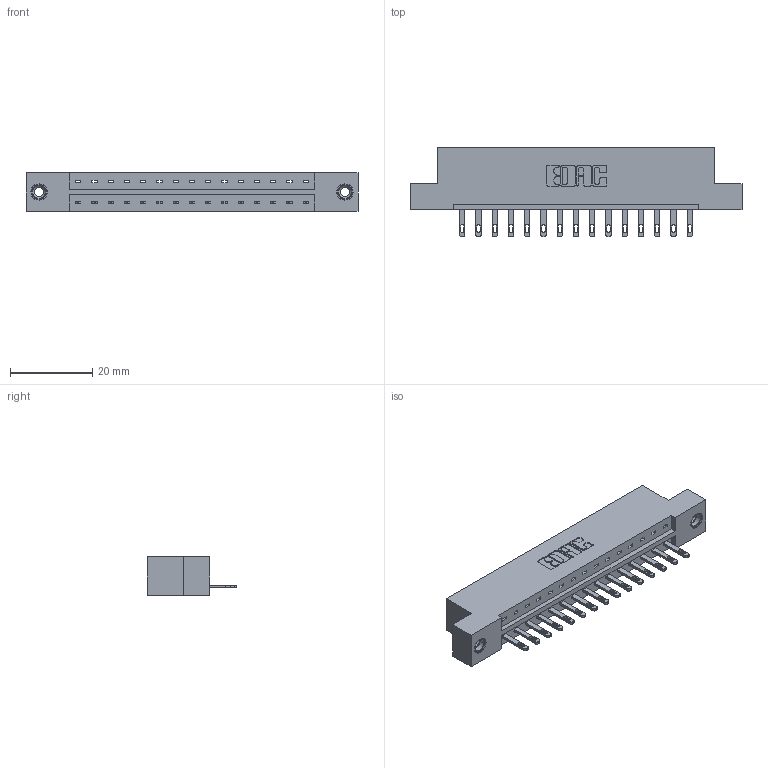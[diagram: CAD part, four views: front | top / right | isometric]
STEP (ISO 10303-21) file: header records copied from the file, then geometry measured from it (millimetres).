
FILE_DESCRIPTION (( 'STEP AP203' ), '1' );
FILE_NAME ('333-015-500-108.STEP', '2018-08-01T03:24:47', ( '' ), ( '' ), 'SwSTEP 2.0', 'SolidWorks 2016', '' );
FILE_SCHEMA (( 'CONFIG_CONTROL_DESIGN' ));
Length unit declared in the file: inch
Products named in the file (4): 333 Part_Flush - .156 Dia - TI; 345-292-001_345-293-100; 345-250-001_345-250-003-102; 333-015-500-108
Assembly tree (18 placements, depth 2):
  333-015-500-108
    333 Part_Flush - .156 Dia - TI
    345-292-001_345-293-100  x15
    345-250-001_345-250-003-102  x2
Bounding box: 80.98 x 21.85 x 9.4 mm (x, y, z)
Volume: 7919 mm3; surface area: 8453.7 mm2
Topology: 18 solids, 18 shells, 984 faces, 2967 edges, 1970 vertices
Faces by surface type: plane 642, cylinder 326, cone 12, torus 4
Entity records: 13778 total; most frequent: CARTESIAN_POINT 2362, ORIENTED_EDGE 2306, DIRECTION 2081, EDGE_CURVE 1153, LINE 1001, VECTOR 1001, VERTEX_POINT 764, AXIS2_PLACEMENT_3D 540
